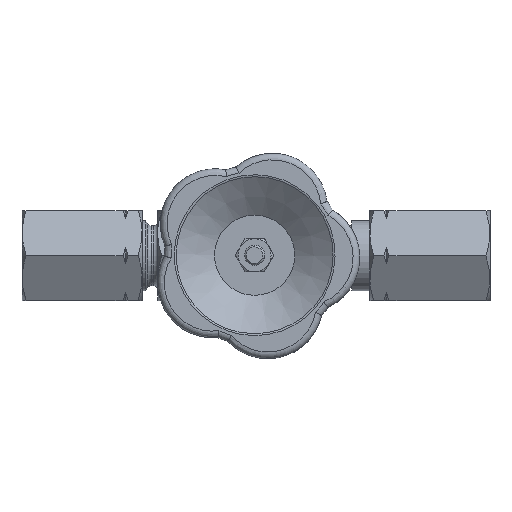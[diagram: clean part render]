
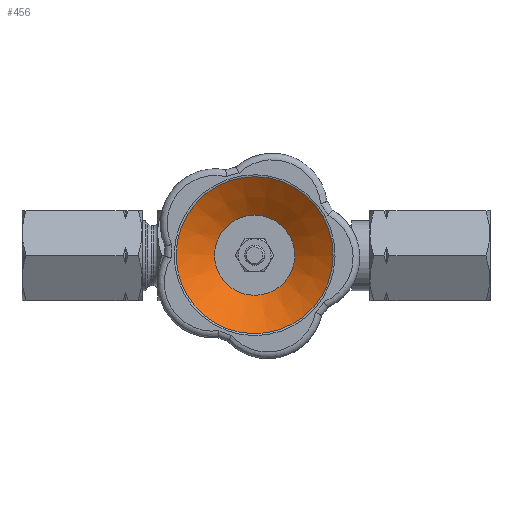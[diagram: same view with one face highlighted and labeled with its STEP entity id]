
A CAD part, top view. The second image highlights one B-rep face of the part: STEP entity #456.
In plain terms, the highlighted conical face has half-angle 54.118 degrees and reference radius 12 mm.
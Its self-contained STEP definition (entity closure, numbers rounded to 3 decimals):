
#456 = ADVANCED_FACE( '', ( #1056, #1057 ), #1058, .F. );
#1056 = FACE_OUTER_BOUND( '', #1841, .T. );
#1057 = FACE_BOUND( '', #1842, .T. );
#1058 = CONICAL_SURFACE( '', #1843, 12., 0.945 );
#1841 = EDGE_LOOP( '', ( #3112 ) );
#1842 = EDGE_LOOP( '', ( #3113 ) );
#1843 = AXIS2_PLACEMENT_3D( '', #3114, #3115, #3116 );
#3112 = ORIENTED_EDGE( '', *, *, #4247, .T. );
#3113 = ORIENTED_EDGE( '', *, *, #4544, .T. );
#3114 = CARTESIAN_POINT( '', ( 0., 0., 92.178 ) );
#3115 = DIRECTION( '', ( 0., 0., 1. ) );
#3116 = DIRECTION( '', ( 0.935, -0.353, 0. ) );
#4247 = EDGE_CURVE( '', #5049, #5049, #5050, .T. );
#4544 = EDGE_CURVE( '', #5507, #5507, #5508, .T. );
#5049 = VERTEX_POINT( '', #6386 );
#5050 = CIRCLE( '', #6387, 23.488 );
#5507 = VERTEX_POINT( '', #7529 );
#5508 = CIRCLE( '', #7530, 12. );
#6386 = CARTESIAN_POINT( '', ( -21.972, 8.301, 100.488 ) );
#6387 = AXIS2_PLACEMENT_3D( '', #8540, #8541, #8542 );
#7529 = CARTESIAN_POINT( '', ( -11.226, 4.241, 92.178 ) );
#7530 = AXIS2_PLACEMENT_3D( '', #8844, #8845, #8846 );
#8540 = CARTESIAN_POINT( '', ( 0., 0., 100.488 ) );
#8541 = DIRECTION( '', ( 0., 0., 1. ) );
#8542 = DIRECTION( '', ( -0.935, 0.353, 0. ) );
#8844 = CARTESIAN_POINT( '', ( 0., 0., 92.178 ) );
#8845 = DIRECTION( '', ( 0., 0., -1. ) );
#8846 = DIRECTION( '', ( -0.935, 0.353, 0. ) );
